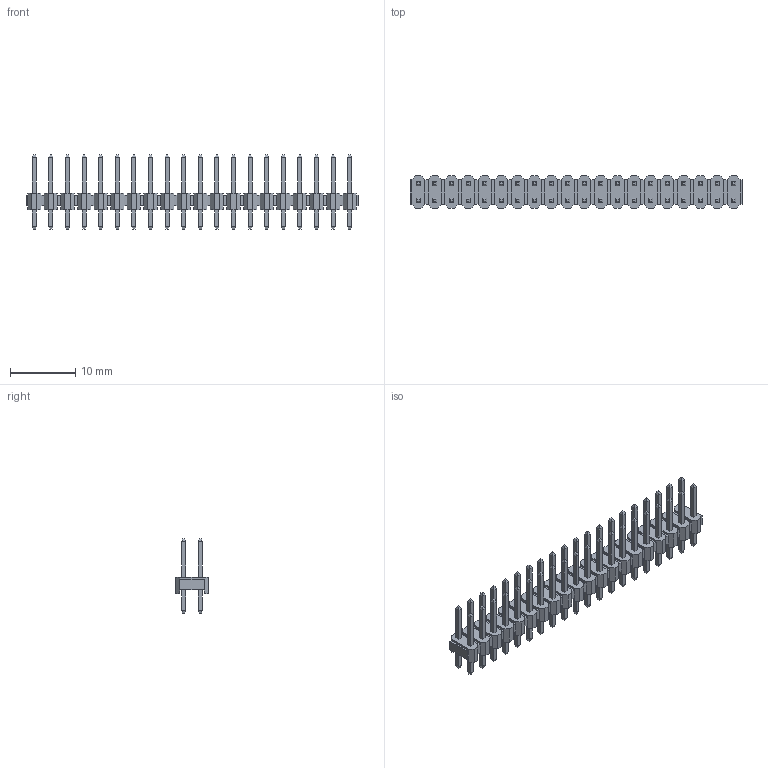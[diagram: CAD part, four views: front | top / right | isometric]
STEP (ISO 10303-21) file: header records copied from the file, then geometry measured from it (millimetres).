
FILE_DESCRIPTION (( 'STEP AP214' ), '1' );
FILE_NAME ('50B740A1-6474-4771-9C3A-378F0BB4349E.STEP', '2024-12-21T15:48:57', ( '' ), ( '' ), 'SwSTEP 2.0', 'SolidWorks 2022', '' );
FILE_SCHEMA (( 'AUTOMOTIVE_DESIGN' ));
Length unit declared in the file: millimetre
Products named in the file (1): 50B740A1-6474-4771-9C3A-378F0BB4349E
Bounding box: 50.8 x 5 x 11.4 mm (x, y, z)
Volume: 588.3 mm3; surface area: 1775.9 mm2
Topology: 1 solids, 2 shells, 1052 faces, 2424 edges, 1456 vertices
Faces by surface type: plane 1052
Entity records: 40072 total; most frequent: CARTESIAN_POINT 4933, ORIENTED_EDGE 4848, DIRECTION 4530, VECTOR 2424, LINE 2424, EDGE_CURVE 2424, VERTEX_POINT 1456, EDGE_LOOP 1132
